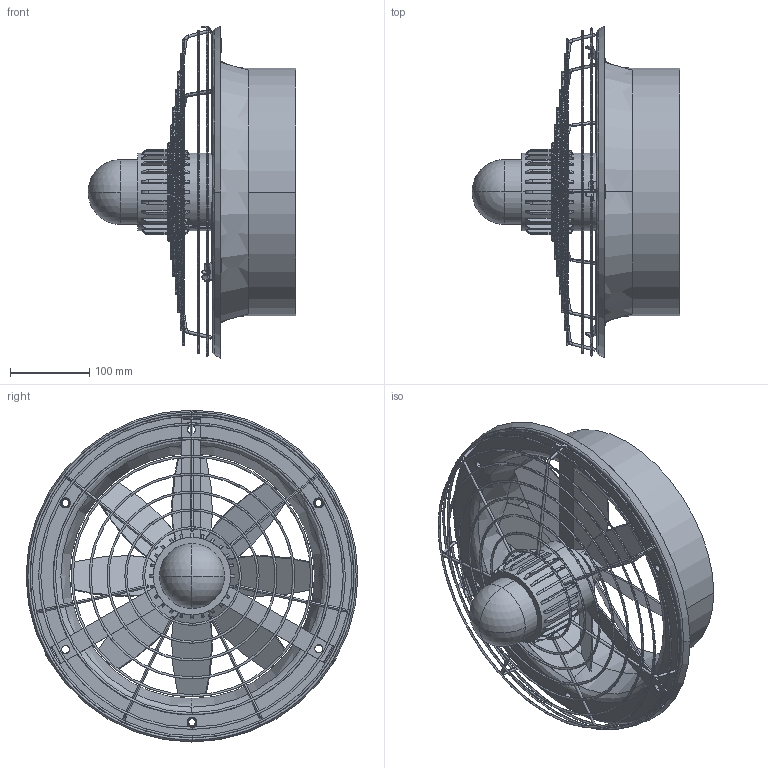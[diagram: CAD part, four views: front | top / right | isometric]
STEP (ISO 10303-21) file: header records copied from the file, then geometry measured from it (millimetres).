
FILE_DESCRIPTION (( 'STEP AP214' ), '1' );
FILE_NAME ('0094.0014.STEP', '2015-02-07T18:05:25', ( '' ), ( '' ), 'SwSTEP 2.0', 'SolidWorks 2013', '' );
FILE_SCHEMA (( 'AUTOMOTIVE_DESIGN' ));
Length unit declared in the file: millimetre
Products named in the file (1): 0094.0014
Bounding box: 263 x 420 x 420.07 mm (x, y, z)
Volume: 1490870.3 mm3; surface area: 613046.3 mm2
Topology: 1 solids, 1 shells, 1034 faces, 3076 edges, 2008 vertices
Faces by surface type: bspline 402, plane 393, cylinder 155, torus 48, cone 30, sphere 6
Entity records: 56217 total; most frequent: CARTESIAN_POINT 19531, ORIENTED_EDGE 6144, DIRECTION 4138, EDGE_CURVE 3072, VERTEX_POINT 2008, AXIS2_PLACEMENT_3D 1526, EDGE_LOOP 1138, LINE 1086
